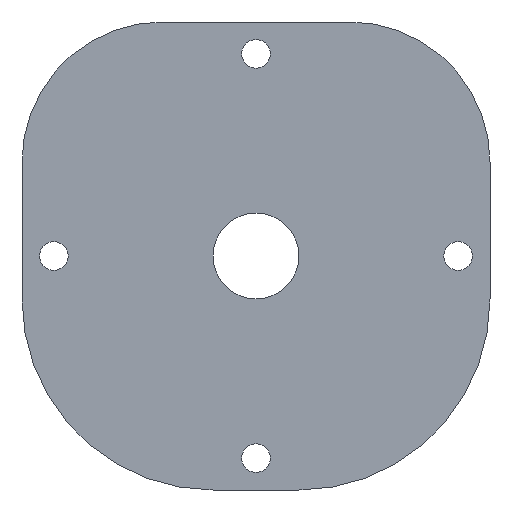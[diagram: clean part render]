
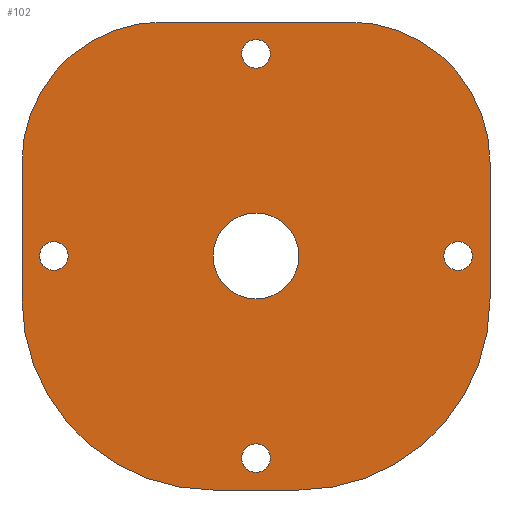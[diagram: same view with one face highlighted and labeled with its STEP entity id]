
A CAD part, front view. The second image highlights one B-rep face of the part: STEP entity #102.
In plain terms, the highlighted planar face has unit normal (0, -1, 0).
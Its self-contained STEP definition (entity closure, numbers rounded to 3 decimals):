
#53=FACE_BOUND('',#158,.T.);
#54=FACE_BOUND('',#159,.T.);
#55=FACE_BOUND('',#160,.T.);
#56=FACE_BOUND('',#161,.T.);
#57=FACE_BOUND('',#162,.T.);
#58=FACE_BOUND('',#163,.T.);
#83=CIRCLE('',#486,2.25);
#84=CIRCLE('',#487,2.25);
#85=CIRCLE('',#488,2.25);
#86=CIRCLE('',#489,2.25);
#87=CIRCLE('',#490,6.75);
#88=CIRCLE('',#491,30.);
#89=CIRCLE('',#492,30.);
#90=CIRCLE('',#493,22.);
#91=CIRCLE('',#494,22.);
#102=ADVANCED_FACE('',(#53,#54,#55,#56,#57,#58),#126,.T.);
#126=PLANE('',#495);
#158=EDGE_LOOP('',(#224));
#159=EDGE_LOOP('',(#225));
#160=EDGE_LOOP('',(#226));
#161=EDGE_LOOP('',(#227));
#162=EDGE_LOOP('',(#228));
#163=EDGE_LOOP('',(#229,#230,#231,#232,#233,#234,#235,#236));
#224=ORIENTED_EDGE('',*,*,#378,.F.);
#225=ORIENTED_EDGE('',*,*,#379,.F.);
#226=ORIENTED_EDGE('',*,*,#380,.T.);
#227=ORIENTED_EDGE('',*,*,#381,.T.);
#228=ORIENTED_EDGE('',*,*,#382,.T.);
#229=ORIENTED_EDGE('',*,*,#352,.T.);
#230=ORIENTED_EDGE('',*,*,#383,.T.);
#231=ORIENTED_EDGE('',*,*,#354,.T.);
#232=ORIENTED_EDGE('',*,*,#384,.T.);
#233=ORIENTED_EDGE('',*,*,#358,.T.);
#234=ORIENTED_EDGE('',*,*,#385,.T.);
#235=ORIENTED_EDGE('',*,*,#348,.T.);
#236=ORIENTED_EDGE('',*,*,#386,.T.);
#306=VERTEX_POINT('',#658);
#307=VERTEX_POINT('',#660);
#310=VERTEX_POINT('',#667);
#311=VERTEX_POINT('',#669);
#312=VERTEX_POINT('',#673);
#313=VERTEX_POINT('',#674);
#316=VERTEX_POINT('',#682);
#317=VERTEX_POINT('',#683);
#332=VERTEX_POINT('',#720);
#333=VERTEX_POINT('',#722);
#334=VERTEX_POINT('',#724);
#335=VERTEX_POINT('',#726);
#336=VERTEX_POINT('',#728);
#348=EDGE_CURVE('',#307,#306,#406,.T.);
#352=EDGE_CURVE('',#311,#310,#410,.T.);
#354=EDGE_CURVE('',#312,#313,#412,.T.);
#358=EDGE_CURVE('',#316,#317,#416,.T.);
#378=EDGE_CURVE('',#332,#332,#83,.T.);
#379=EDGE_CURVE('',#333,#333,#84,.T.);
#380=EDGE_CURVE('',#334,#334,#85,.T.);
#381=EDGE_CURVE('',#335,#335,#86,.T.);
#382=EDGE_CURVE('',#336,#336,#87,.T.);
#383=EDGE_CURVE('',#310,#312,#88,.T.);
#384=EDGE_CURVE('',#313,#316,#89,.T.);
#385=EDGE_CURVE('',#317,#307,#90,.T.);
#386=EDGE_CURVE('',#306,#311,#91,.T.);
#406=LINE('',#659,#438);
#410=LINE('',#668,#442);
#412=LINE('',#672,#444);
#416=LINE('',#681,#448);
#438=VECTOR('',#523,1.);
#442=VECTOR('',#529,1.);
#444=VECTOR('',#533,1.);
#448=VECTOR('',#539,1.);
#486=AXIS2_PLACEMENT_3D('',#719,#575,#576);
#487=AXIS2_PLACEMENT_3D('',#721,#577,#578);
#488=AXIS2_PLACEMENT_3D('',#723,#579,#580);
#489=AXIS2_PLACEMENT_3D('',#725,#581,#582);
#490=AXIS2_PLACEMENT_3D('',#727,#583,#584);
#491=AXIS2_PLACEMENT_3D('',#729,#585,#586);
#492=AXIS2_PLACEMENT_3D('',#730,#587,#588);
#493=AXIS2_PLACEMENT_3D('',#731,#589,#590);
#494=AXIS2_PLACEMENT_3D('',#732,#591,#592);
#495=AXIS2_PLACEMENT_3D('',#733,#593,#594);
#523=DIRECTION('',(-1.,0.,0.));
#529=DIRECTION('',(0.,0.,-1.));
#533=DIRECTION('',(1.,0.,0.));
#539=DIRECTION('',(0.,0.,1.));
#575=DIRECTION('',(0.,-1.,0.));
#576=DIRECTION('',(0.,0.,-1.));
#577=DIRECTION('',(0.,-1.,0.));
#578=DIRECTION('',(0.,0.,-1.));
#579=DIRECTION('',(0.,1.,0.));
#580=DIRECTION('',(0.,0.,1.));
#581=DIRECTION('',(0.,1.,0.));
#582=DIRECTION('',(0.,0.,1.));
#583=DIRECTION('',(0.,1.,0.));
#584=DIRECTION('',(1.,0.,0.));
#585=DIRECTION('',(0.,-1.,0.));
#586=DIRECTION('',(0.,0.,-1.));
#587=DIRECTION('',(0.,-1.,0.));
#588=DIRECTION('',(0.,0.,-1.));
#589=DIRECTION('',(0.,-1.,0.));
#590=DIRECTION('',(0.,0.,-1.));
#591=DIRECTION('',(0.,-1.,0.));
#592=DIRECTION('',(0.,0.,-1.));
#593=DIRECTION('',(0.,-1.,0.));
#594=DIRECTION('',(0.,0.,-1.));
#658=CARTESIAN_POINT('',(14.,0.,65.5));
#659=CARTESIAN_POINT('',(65.5,0.,65.5));
#660=CARTESIAN_POINT('',(43.5,0.,65.5));
#667=CARTESIAN_POINT('',(-8.,0.,22.));
#668=CARTESIAN_POINT('',(-8.,0.,65.5));
#669=CARTESIAN_POINT('',(-8.,0.,43.5));
#672=CARTESIAN_POINT('',(-8.,0.,-8.));
#673=CARTESIAN_POINT('',(22.,0.,-8.));
#674=CARTESIAN_POINT('',(35.5,0.,-8.));
#681=CARTESIAN_POINT('',(65.5,0.,-8.));
#682=CARTESIAN_POINT('',(65.5,0.,22.));
#683=CARTESIAN_POINT('',(65.5,0.,43.5));
#719=CARTESIAN_POINT('',(28.75,0.,60.5));
#720=CARTESIAN_POINT('',(28.75,0.,58.25));
#721=CARTESIAN_POINT('',(28.75,0.,-3.));
#722=CARTESIAN_POINT('',(28.75,0.,-5.25));
#723=CARTESIAN_POINT('',(60.5,0.,28.75));
#724=CARTESIAN_POINT('',(60.5,0.,31.));
#725=CARTESIAN_POINT('',(-3.,0.,28.75));
#726=CARTESIAN_POINT('',(-3.,0.,31.));
#727=CARTESIAN_POINT('',(28.75,0.,28.75));
#728=CARTESIAN_POINT('',(35.5,0.,28.75));
#729=CARTESIAN_POINT('',(22.,0.,22.));
#730=CARTESIAN_POINT('',(35.5,0.,22.));
#731=CARTESIAN_POINT('',(43.5,0.,43.5));
#732=CARTESIAN_POINT('',(14.,0.,43.5));
#733=CARTESIAN_POINT('',(0.,0.,0.));
